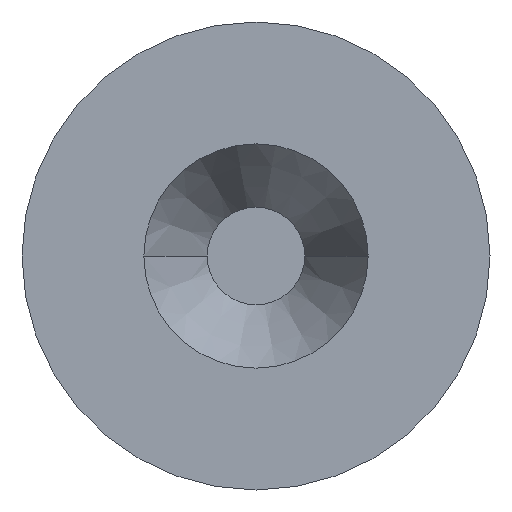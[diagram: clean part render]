
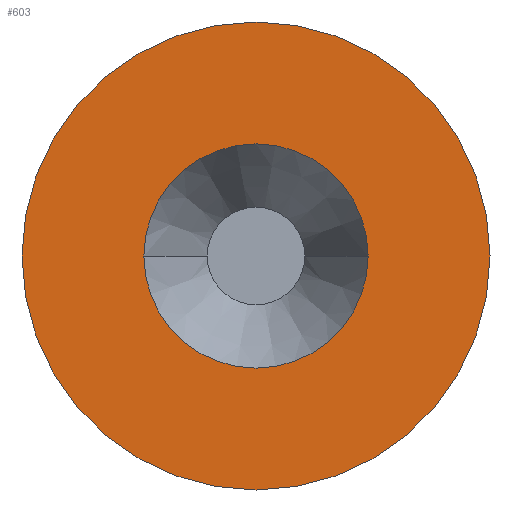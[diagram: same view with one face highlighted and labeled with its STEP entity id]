
A CAD part, front view. The second image highlights one B-rep face of the part: STEP entity #603.
In plain terms, the highlighted planar face has unit normal (0, -1, 0).
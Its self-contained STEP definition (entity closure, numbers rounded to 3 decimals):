
#1 = DIRECTION ( 'NONE',  ( 0., 1., 0. ) ) ;
#2 = CARTESIAN_POINT ( 'NONE',  ( 0., 0., 0. ) ) ;
#3 = AXIS2_PLACEMENT_3D ( 'NONE', #2, #1, #25 ) ;
#12 = CIRCLE ( 'NONE', #3, 1.15 ) ;
#18 = DIRECTION ( 'NONE',  ( -1., 0., 0. ) ) ;
#25 = DIRECTION ( 'NONE',  ( -1., 0., 0. ) ) ;
#39 = DIRECTION ( 'NONE',  ( 0., 1., 0. ) ) ;
#40 = CARTESIAN_POINT ( 'NONE',  ( 0., 0., 0. ) ) ;
#41 = AXIS2_PLACEMENT_3D ( 'NONE', #40, #39, #18 ) ;
#53 = CARTESIAN_POINT ( 'NONE',  ( 2.4, 0., 0. ) ) ;
#58 = CIRCLE ( 'NONE', #41, 2.4 ) ;
#59 = CARTESIAN_POINT ( 'NONE',  ( -2.4, 0., 0. ) ) ;
#68 = CARTESIAN_POINT ( 'NONE',  ( -1.15, 0., 0. ) ) ;
#72 = CARTESIAN_POINT ( 'NONE',  ( 1.15, 0., 0. ) ) ;
#94 = DIRECTION ( 'NONE',  ( 0., 1., 0. ) ) ;
#95 = CARTESIAN_POINT ( 'NONE',  ( 0., 0., 0. ) ) ;
#113 = DIRECTION ( 'NONE',  ( -1., 0., 0. ) ) ;
#128 = AXIS2_PLACEMENT_3D ( 'NONE', #95, #94, #113 ) ;
#129 = CIRCLE ( 'NONE', #128, 1.15 ) ;
#134 = AXIS2_PLACEMENT_3D ( 'NONE', #189, #144, #143 ) ;
#143 = DIRECTION ( 'NONE',  ( -1., 0., 0. ) ) ;
#144 = DIRECTION ( 'NONE',  ( 0., 1., 0. ) ) ;
#161 = CARTESIAN_POINT ( 'NONE',  ( 0., 0., 0. ) ) ;
#170 = AXIS2_PLACEMENT_3D ( 'NONE', #161, #204, #203 ) ;
#171 = CIRCLE ( 'NONE', #170, 2.4 ) ;
#189 = CARTESIAN_POINT ( 'NONE',  ( 1.15, 0., 0. ) ) ;
#190 = FACE_BOUND ( 'NONE', #559, .T. ) ;
#203 = DIRECTION ( 'NONE',  ( -1., 0., 0. ) ) ;
#204 = DIRECTION ( 'NONE',  ( 0., 1., 0. ) ) ;
#208 = FACE_OUTER_BOUND ( 'NONE', #604, .T. ) ;
#210 = PLANE ( 'NONE',  #134 ) ;
#520 = EDGE_CURVE ( 'NONE', #540, #533, #12, .T. ) ;
#533 = VERTEX_POINT ( 'NONE', #68 ) ;
#540 = VERTEX_POINT ( 'NONE', #72 ) ;
#547 = VERTEX_POINT ( 'NONE', #53 ) ;
#552 = VERTEX_POINT ( 'NONE', #59 ) ;
#554 = EDGE_CURVE ( 'NONE', #552, #547, #58, .T. ) ;
#559 = EDGE_LOOP ( 'NONE', ( #564, #566 ) ) ;
#564 = ORIENTED_EDGE ( 'NONE', *, *, #520, .T. ) ;
#566 = ORIENTED_EDGE ( 'NONE', *, *, #580, .T. ) ;
#580 = EDGE_CURVE ( 'NONE', #533, #540, #129, .T. ) ;
#603 = ADVANCED_FACE ( 'NONE', ( #208, #190 ), #210, .F. ) ;
#604 = EDGE_LOOP ( 'NONE', ( #629, #622 ) ) ;
#622 = ORIENTED_EDGE ( 'NONE', *, *, #632, .F. ) ;
#629 = ORIENTED_EDGE ( 'NONE', *, *, #554, .F. ) ;
#632 = EDGE_CURVE ( 'NONE', #547, #552, #171, .T. ) ;
